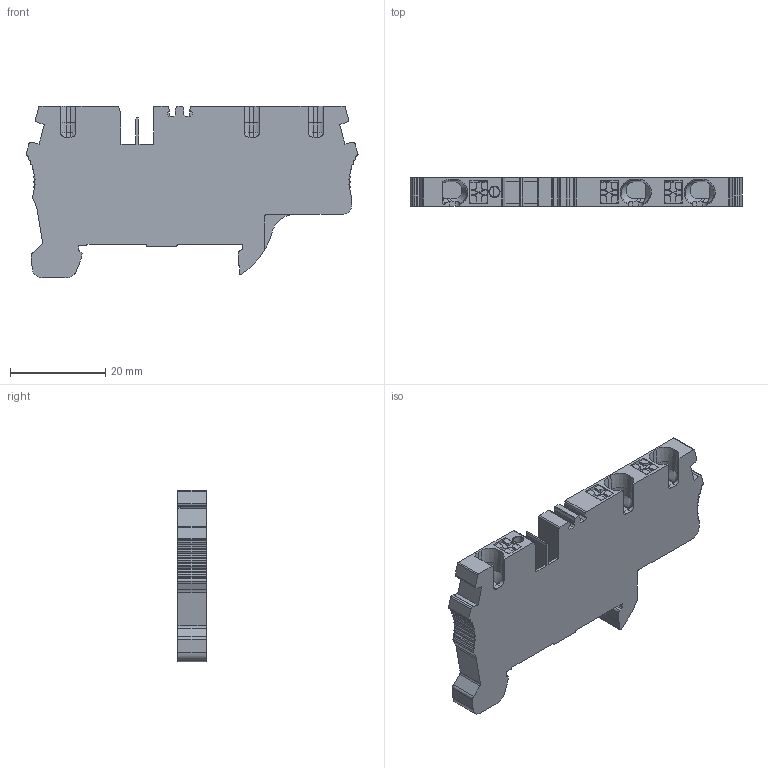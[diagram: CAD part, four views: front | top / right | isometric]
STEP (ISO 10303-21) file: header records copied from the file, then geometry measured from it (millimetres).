
FILE_DESCRIPTION(/* description */ ('Unknown'),/* implementation_level */ '2;1');
FILE_NAME(/* name */ 'PGQ4_1X2_ SOLID',/* time_stamp */ '2022-12-02T12:08:31+06:00',/* author */ ('Unknown'),/* organization */ ('Unknown'),/* preprocessor_version */ 'ST-DEVELOPER v16.7',/* originating_system */ 'Solid Edge',/* authorisation */ 'Unknown');
FILE_SCHEMA (('AUTOMOTIVE_DESIGN {1 0 10303 214 3 1 1}'));
Length unit declared in the file: millimetre
Products named in the file (1): PGQ4_1X2_ SOLID
Bounding box: 69.63 x 6 x 36 mm (x, y, z)
Volume: 10057.4 mm3; surface area: 6320.4 mm2
Topology: 1 solids, 16 shells, 675 faces, 1857 edges, 1223 vertices
Faces by surface type: plane 403, cylinder 182, bspline 60, cone 23, torus 7
Full cylindrical faces by diameter (mm): 0.903 x3, 2.15 x1
Entity records: 27154 total; most frequent: CARTESIAN_POINT 5417, ORIENTED_EDGE 3698, DIRECTION 3300, EDGE_CURVE 1849, LINE 1264, VECTOR 1264, VERTEX_POINT 1220, AXIS2_PLACEMENT_3D 1018
